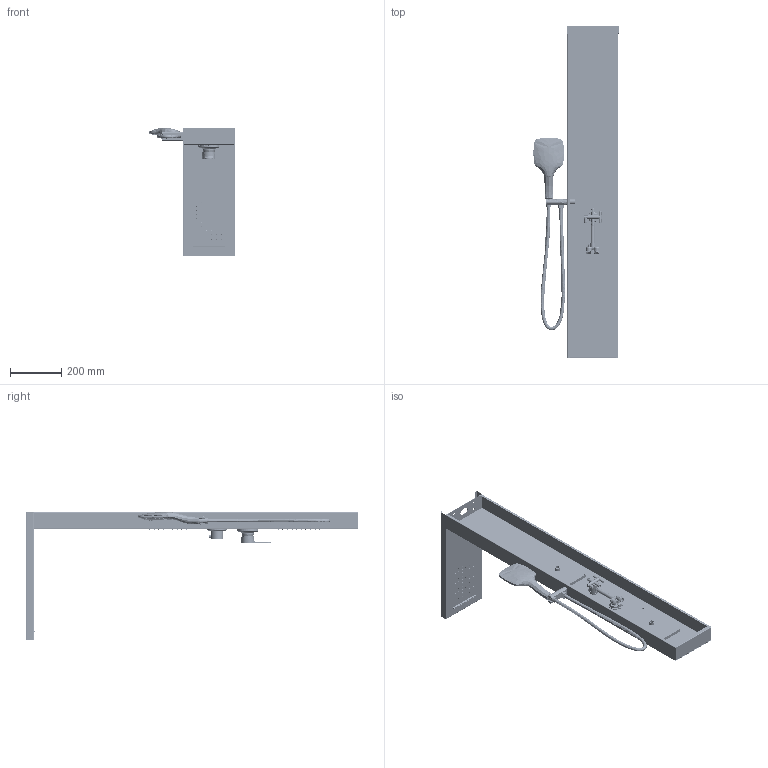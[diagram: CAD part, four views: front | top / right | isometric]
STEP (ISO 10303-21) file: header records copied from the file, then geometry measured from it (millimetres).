
FILE_DESCRIPTION((''),'2;1');
FILE_NAME('PG-5-12_ASM','2021-09-14T',('Administrator'),(''),'PRO/ENGINEER BY PARAMETRIC TECHNOLOGY CORPORATION, 2015240','PRO/ENGINEER BY PARAMETRIC TECHNOLOGY CORPORATION, 2015240','');
FILE_SCHEMA(('CONFIG_CONTROL_DESIGN'));
Products named in the file (30): 5-12-XR; 5-12-DG; 6X10NZLTPB; 5-12-XG; 5X10SLBP; MSBR-19_1; MSBR-18_1; MSBR-17_1; MSBR-16_1; MSBR-15_1; MSBR-14_1; MSBR-12_1; MSBR-11_1; MSBR-10_1; MSBR-9_1; MSBR-8_1; PRT0003_1; PRT0004_1; PRT0005_1; 1_1; 2_1; PRT0006_1; PRT0007_1; 1129_ASM_ASM_1_ASM; LT_ASM; FZQ-020; SLJC-CZ; PH-H0103; HSL; PG-5-12_ASM
Assembly tree (30 placements, depth 4):
  PG-5-12_ASM
    5-12-XR
    5-12-DG
    6X10NZLTPB
    5-12-XG
    5X10SLBP  x2
    LT_ASM
      1129_ASM_ASM_1_ASM
        MSBR-19_1
        MSBR-18_1
        MSBR-17_1
        MSBR-16_1
        MSBR-15_1
        MSBR-14_1
        MSBR-12_1
        MSBR-11_1
        MSBR-10_1
        MSBR-9_1
        MSBR-8_1
        PRT0003_1
        PRT0004_1
        PRT0005_1
        1_1
        2_1
        PRT0006_1
        PRT0007_1
    FZQ-020
    SLJC-CZ
    PH-H0103
    HSL
Bounding box: 333.7 x 1300 x 501.66 mm (x, y, z)
Volume: 2308731.7 mm3; surface area: 1657855.3 mm2
Topology: 26 solids, 32 shells, 3937 faces, 9265 edges, 5933 vertices
Faces by surface type: cylinder 1567, plane 1104, torus 509, cone 393, bspline 340, sphere 22, extrusion 2
Entity records: 147287 total; most frequent: CARTESIAN_POINT 64548, DIRECTION 17468, ORIENTED_EDGE 16726, EDGE_CURVE 8389, AXIS2_PLACEMENT_3D 7249, VERTEX_POINT 5401, EDGE_LOOP 4386, CIRCLE 3992
